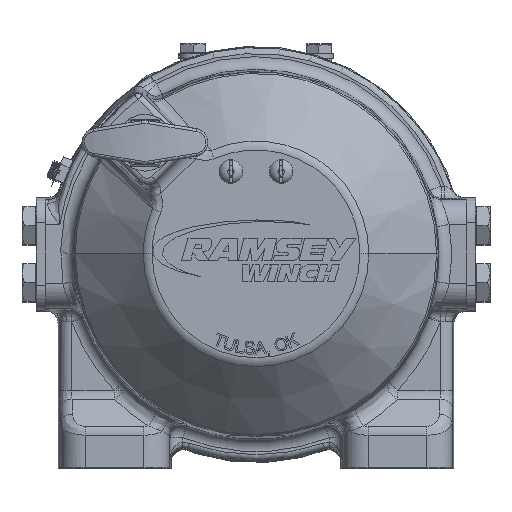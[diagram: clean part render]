
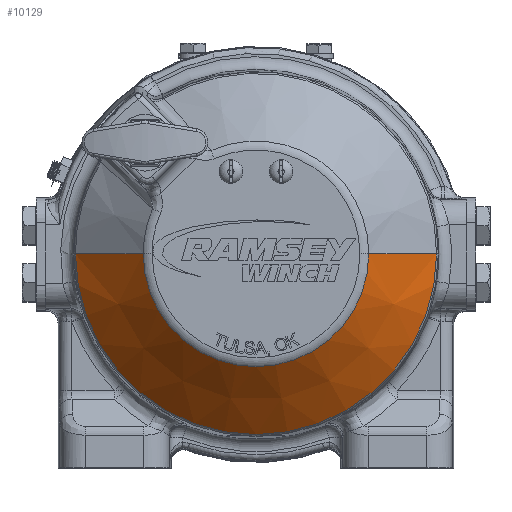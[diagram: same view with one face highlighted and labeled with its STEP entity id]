
A CAD part, top view. The second image highlights one B-rep face of the part: STEP entity #10129.
In plain terms, the highlighted conical face has half-angle 45 degrees and reference radius 93.665 mm.
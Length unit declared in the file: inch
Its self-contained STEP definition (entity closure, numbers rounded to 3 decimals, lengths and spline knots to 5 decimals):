
#783 = DIRECTION ( 'NONE',  ( 0., 0., 1. ) ) ;
#1558 = CARTESIAN_POINT ( 'NONE',  ( -4.14342, 1.24949, -0.48501 ) ) ;
#2376 = CARTESIAN_POINT ( 'NONE',  ( 1.69352, 1.24949, 0.86315 ) ) ;
#3084 = CONICAL_SURFACE ( 'NONE', #4272, 3.68758, 0.785 ) ;
#4272 = AXIS2_PLACEMENT_3D ( 'NONE', #39001, #32000, #74072 ) ;
#10129 = ADVANCED_FACE ( 'NONE', ( #67568 ), #3084, .T. ) ;
#13068 = CIRCLE ( 'NONE', #61913, 2.24439 ) ;
#13903 = DIRECTION ( 'NONE',  ( 0., 0., -1. ) ) ;
#19081 = ORIENTED_EDGE ( 'NONE', *, *, #89425, .T. ) ;
#30868 = DIRECTION ( 'NONE',  ( -0.707, 0., -0.707 ) ) ;
#31360 = CARTESIAN_POINT ( 'NONE',  ( 3.04168, 1.24949, -0.48501 ) ) ;
#32000 = DIRECTION ( 'NONE',  ( 0., 0., -1. ) ) ;
#33640 = LINE ( 'NONE', #72662, #87162 ) ;
#33799 = VERTEX_POINT ( 'NONE', #1558 ) ;
#39001 = CARTESIAN_POINT ( 'NONE',  ( -0.55087, 1.24949, -0.58005 ) ) ;
#41603 = CARTESIAN_POINT ( 'NONE',  ( 3.13671, 1.24949, -0.58005 ) ) ;
#42681 = CARTESIAN_POINT ( 'NONE',  ( -0.55087, 1.24949, -0.48501 ) ) ;
#43546 = AXIS2_PLACEMENT_3D ( 'NONE', #42681, #783, #49704 ) ;
#45367 = ORIENTED_EDGE ( 'NONE', *, *, #51802, .T. ) ;
#48094 = EDGE_CURVE ( 'NONE', #82332, #62382, #13068, .T. ) ;
#48493 = EDGE_CURVE ( 'NONE', #82332, #80017, #55468, .T. ) ;
#49704 = DIRECTION ( 'NONE',  ( 1., 0., 0. ) ) ;
#51519 = CARTESIAN_POINT ( 'NONE',  ( -2.79526, 1.24949, 0.86315 ) ) ;
#51802 = EDGE_CURVE ( 'NONE', #62382, #33799, #33640, .T. ) ;
#55468 = LINE ( 'NONE', #41603, #74019 ) ;
#55690 = CARTESIAN_POINT ( 'NONE',  ( -0.55087, 1.24949, 0.86315 ) ) ;
#58464 = ORIENTED_EDGE ( 'NONE', *, *, #48493, .F. ) ;
#61913 = AXIS2_PLACEMENT_3D ( 'NONE', #55690, #13903, #62763 ) ;
#62382 = VERTEX_POINT ( 'NONE', #51519 ) ;
#62763 = DIRECTION ( 'NONE',  ( 1., 0., 0. ) ) ;
#63701 = CIRCLE ( 'NONE', #43546, 3.59255 ) ;
#67568 = FACE_OUTER_BOUND ( 'NONE', #71457, .T. ) ;
#71457 = EDGE_LOOP ( 'NONE', ( #58464, #79380, #45367, #19081 ) ) ;
#72662 = CARTESIAN_POINT ( 'NONE',  ( -4.23845, 1.24949, -0.58005 ) ) ;
#74019 = VECTOR ( 'NONE', #83372, 39.37008 ) ;
#74072 = DIRECTION ( 'NONE',  ( -1., 0., 0. ) ) ;
#79380 = ORIENTED_EDGE ( 'NONE', *, *, #48094, .T. ) ;
#80017 = VERTEX_POINT ( 'NONE', #31360 ) ;
#82332 = VERTEX_POINT ( 'NONE', #2376 ) ;
#83372 = DIRECTION ( 'NONE',  ( 0.707, 0., -0.707 ) ) ;
#87162 = VECTOR ( 'NONE', #30868, 39.37008 ) ;
#89425 = EDGE_CURVE ( 'NONE', #33799, #80017, #63701, .T. ) ;
